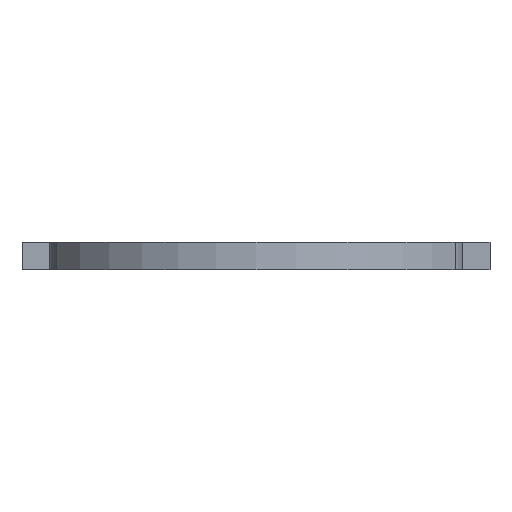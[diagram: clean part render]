
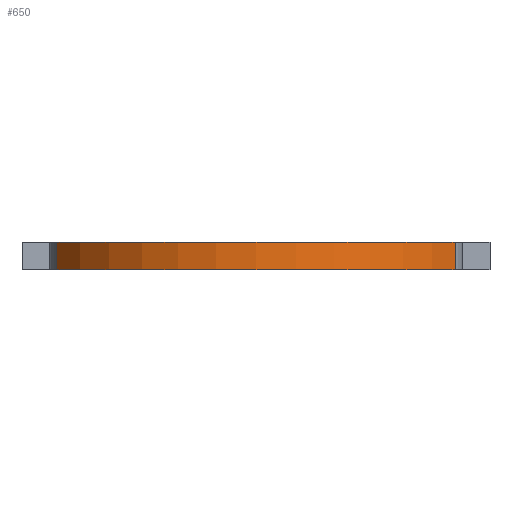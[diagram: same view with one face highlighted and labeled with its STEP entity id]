
A CAD part, left-side view. The second image highlights one B-rep face of the part: STEP entity #650.
In plain terms, the highlighted cylindrical face has radius 25.43 mm (diameter 50.861 mm), a partial arc.
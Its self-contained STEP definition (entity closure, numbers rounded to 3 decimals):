
#51=FACE_OUTER_BOUND('',#91,.T.);
#91=EDGE_LOOP('',(#482,#483,#484,#485));
#130=LINE('',#953,#197);
#149=LINE('',#1017,#216);
#197=VECTOR('',#764,10.);
#216=VECTOR('',#813,10.);
#265=CIRCLE('',#699,25.43);
#277=CIRCLE('',#712,25.43);
#290=VERTEX_POINT('',#946);
#293=VERTEX_POINT('',#951);
#294=VERTEX_POINT('',#955);
#323=VERTEX_POINT('',#1015);
#356=EDGE_CURVE('',#293,#290,#130,.T.);
#357=EDGE_CURVE('',#290,#294,#265,.T.);
#387=EDGE_CURVE('',#293,#323,#277,.T.);
#388=EDGE_CURVE('',#294,#323,#149,.T.);
#482=ORIENTED_EDGE('',*,*,#356,.F.);
#483=ORIENTED_EDGE('',*,*,#387,.T.);
#484=ORIENTED_EDGE('',*,*,#388,.F.);
#485=ORIENTED_EDGE('',*,*,#357,.F.);
#636=CYLINDRICAL_SURFACE('',#711,25.43);
#650=ADVANCED_FACE('',(#51),#636,.T.);
#699=AXIS2_PLACEMENT_3D('',#956,#767,#768);
#711=AXIS2_PLACEMENT_3D('',#1014,#809,#810);
#712=AXIS2_PLACEMENT_3D('',#1016,#811,#812);
#764=DIRECTION('',(0.,0.,1.));
#767=DIRECTION('center_axis',(0.,0.,
1.));
#768=DIRECTION('ref_axis',(-0.466,0.885,0.));
#809=DIRECTION('center_axis',(0.,0.,
1.));
#810=DIRECTION('ref_axis',(-0.466,0.885,0.));
#811=DIRECTION('center_axis',(0.,0.,
1.));
#812=DIRECTION('ref_axis',(-0.466,0.885,0.));
#813=DIRECTION('',(0.,0.,-1.));
#946=CARTESIAN_POINT('',(-3073.84,2951.761,-97.));
#951=CARTESIAN_POINT('',(-3073.84,2951.761,-100.));
#953=CARTESIAN_POINT('',(-3073.84,2951.761,-100.));
#955=CARTESIAN_POINT('',(-3073.84,2908.379,-97.));
#956=CARTESIAN_POINT('Origin',(-3060.567,2930.07,-97.));
#1014=CARTESIAN_POINT('Origin',(-3060.567,2930.07,-100.));
#1015=CARTESIAN_POINT('',(-3073.84,2908.379,-100.));
#1016=CARTESIAN_POINT('Origin',(-3060.567,2930.07,-100.));
#1017=CARTESIAN_POINT('',(-3073.84,2908.379,-100.));
